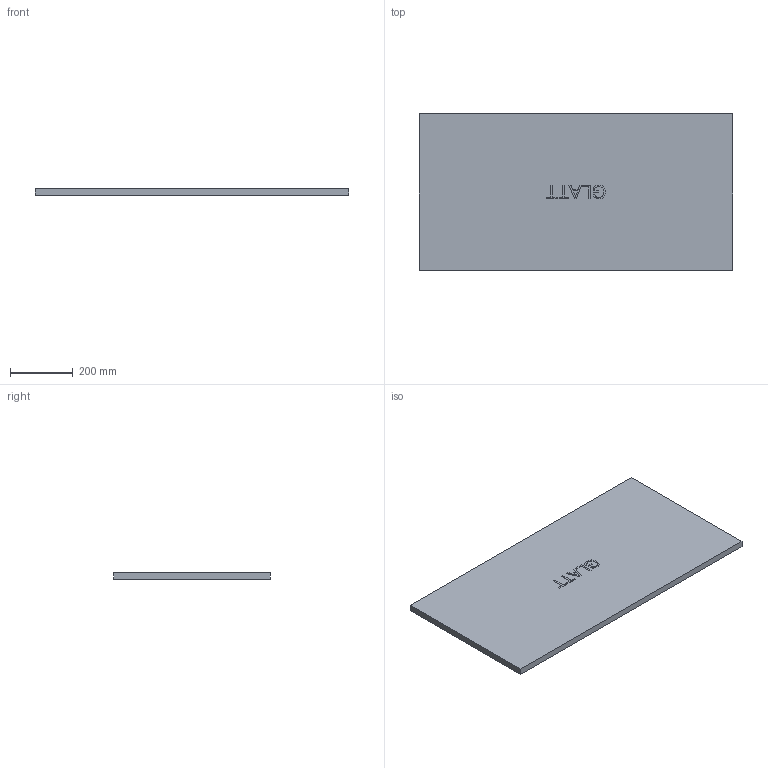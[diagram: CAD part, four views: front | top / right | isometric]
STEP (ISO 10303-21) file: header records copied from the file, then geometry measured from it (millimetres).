
FILE_DESCRIPTION (( 'STEP AP214' ), '1' );
FILE_NAME ('6920206', '2019-02-01T12:48:37', ( '' ), ('JUGARD+KÜNSTNER GmbH'), 'SwSTEP 2.0', 'SolidWorks 2017', '' );
FILE_SCHEMA (( 'AUTOMOTIVE_DESIGN' ));
Length unit declared in the file: millimetre
Products named in the file (1): 6920206_CNAJF00
Bounding box: 1000 x 500 x 21 mm (x, y, z)
Volume: 10498653.9 mm3; surface area: 1063523.7 mm2
Topology: 1 solids, 1 shells, 209 faces, 585 edges, 390 vertices
Faces by surface type: plane 209
Entity records: 6668 total; most frequent: CARTESIAN_POINT 1185, ORIENTED_EDGE 1170, DIRECTION 1005, LINE 585, VECTOR 585, EDGE_CURVE 585, VERTEX_POINT 390, EDGE_LOOP 221
